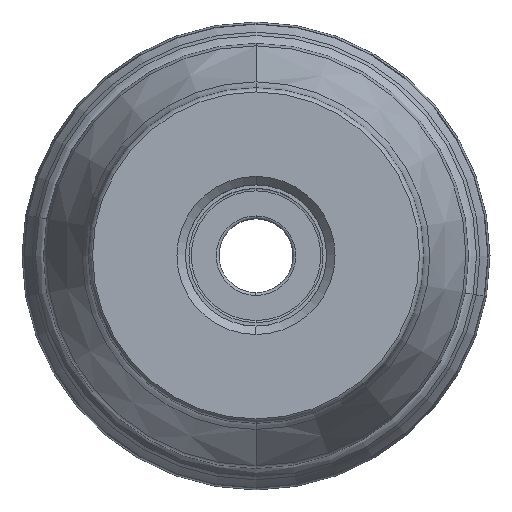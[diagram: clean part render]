
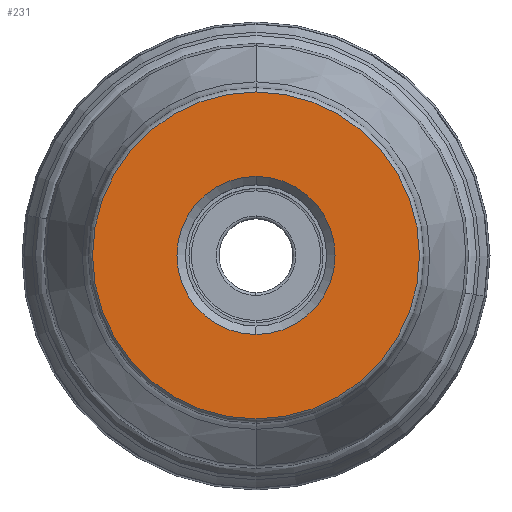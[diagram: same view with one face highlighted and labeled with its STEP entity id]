
A CAD part, top view. The second image highlights one B-rep face of the part: STEP entity #231.
In plain terms, the highlighted planar face has unit normal (0, 0, 1).
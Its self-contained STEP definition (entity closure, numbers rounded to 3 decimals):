
#47=PLANE('',#2475);
#58=FACE_BOUND('',#526,.T.);
#59=FACE_BOUND('',#527,.T.);
#231=ADVANCED_FACE('',(#58,#59),#47,.T.);
#526=EDGE_LOOP('',(#1020,#1021,#1022,#1023));
#527=EDGE_LOOP('',(#1024,#1025));
#1020=ORIENTED_EDGE('',*,*,#1554,.T.);
#1021=ORIENTED_EDGE('',*,*,#1555,.T.);
#1022=ORIENTED_EDGE('',*,*,#1556,.F.);
#1023=ORIENTED_EDGE('',*,*,#1557,.F.);
#1024=ORIENTED_EDGE('',*,*,#1553,.T.);
#1025=ORIENTED_EDGE('',*,*,#1551,.T.);
#1276=VERTEX_POINT('',#4472);
#1277=VERTEX_POINT('',#4474);
#1278=VERTEX_POINT('',#4480);
#1279=VERTEX_POINT('',#4481);
#1280=VERTEX_POINT('',#4483);
#1281=VERTEX_POINT('',#4485);
#1551=EDGE_CURVE('',#1277,#1276,#1854,.T.);
#1553=EDGE_CURVE('',#1276,#1277,#1855,.T.);
#1554=EDGE_CURVE('',#1278,#1279,#1856,.T.);
#1555=EDGE_CURVE('',#1279,#1280,#1857,.T.);
#1556=EDGE_CURVE('',#1281,#1280,#1858,.T.);
#1557=EDGE_CURVE('',#1278,#1281,#1859,.T.);
#1854=CIRCLE('',#2467,11.225);
#1855=CIRCLE('',#2469,11.225);
#1856=CIRCLE('',#2471,23.213);
#1857=CIRCLE('',#2472,23.213);
#1858=CIRCLE('',#2473,23.213);
#1859=CIRCLE('',#2474,23.213);
#2467=AXIS2_PLACEMENT_3D('',#4473,#3178,#3179);
#2469=AXIS2_PLACEMENT_3D('',#4477,#3183,#3184);
#2471=AXIS2_PLACEMENT_3D('',#4479,#3187,#3188);
#2472=AXIS2_PLACEMENT_3D('',#4482,#3189,#3190);
#2473=AXIS2_PLACEMENT_3D('',#4484,#3191,#3192);
#2474=AXIS2_PLACEMENT_3D('',#4486,#3193,#3194);
#2475=AXIS2_PLACEMENT_3D('',#4487,#3195,#3196);
#3178=DIRECTION('',(0.,0.,-1.));
#3179=DIRECTION('',(0.,-1.,0.));
#3183=DIRECTION('',(0.,0.,-1.));
#3184=DIRECTION('',(0.,1.,0.));
#3187=DIRECTION('',(0.,0.,1.));
#3188=DIRECTION('',(-0.001,1.,0.));
#3189=DIRECTION('',(0.,0.,1.));
#3190=DIRECTION('',(0.001,-1.,0.));
#3191=DIRECTION('',(0.,0.,-1.));
#3192=DIRECTION('',(0.001,-1.,0.));
#3193=DIRECTION('',(0.,0.,-1.));
#3194=DIRECTION('',(-0.001,1.,0.));
#3195=DIRECTION('',(0.,0.,1.));
#3196=DIRECTION('',(0.,-1.,0.));
#4472=CARTESIAN_POINT('',(0.,11.225,0.));
#4473=CARTESIAN_POINT('',(0.,0.,0.));
#4474=CARTESIAN_POINT('',(0.,-11.225,0.));
#4477=CARTESIAN_POINT('',(0.,0.,0.));
#4479=CARTESIAN_POINT('',(0.,0.,0.));
#4480=CARTESIAN_POINT('',(-0.016,23.212,0.));
#4481=CARTESIAN_POINT('',(0.,-23.213,0.));
#4482=CARTESIAN_POINT('',(0.,0.,0.));
#4483=CARTESIAN_POINT('',(0.016,-23.212,0.));
#4484=CARTESIAN_POINT('',(0.,0.,0.));
#4485=CARTESIAN_POINT('',(0.,23.213,0.));
#4486=CARTESIAN_POINT('',(0.,0.,0.));
#4487=CARTESIAN_POINT('',(0.,0.,0.));
